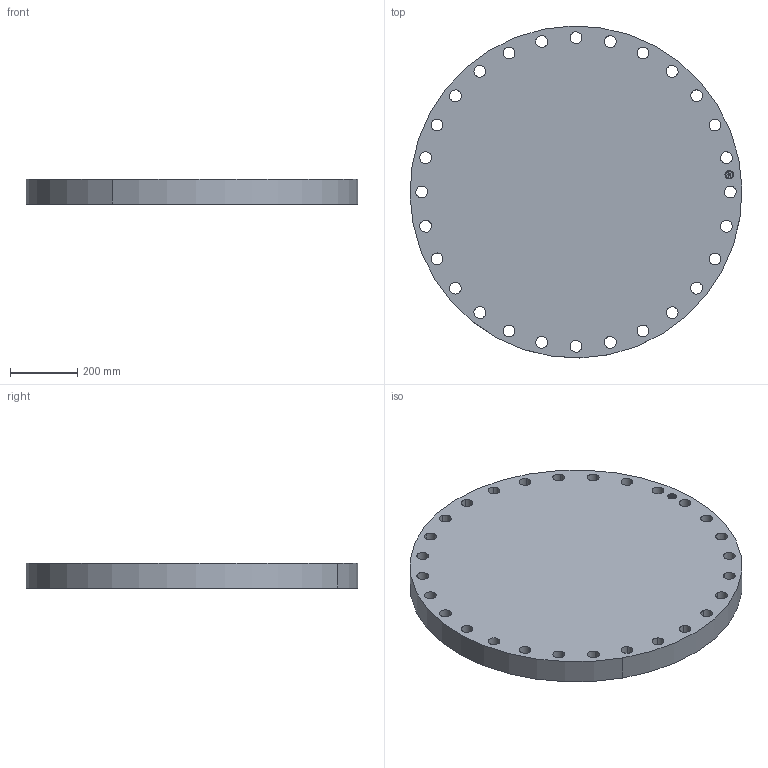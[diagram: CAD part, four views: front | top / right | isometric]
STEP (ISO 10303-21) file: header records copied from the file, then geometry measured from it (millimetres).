
FILE_DESCRIPTION(('3D STEP'),'2;1');
FILE_NAME('30-150-BLIND-RF-A-FLANGE.stp','2013-03-22T02:18:51+00:00',('Texas Flange'),(''),'CATIA Version 5 Release 20 SP 6 (IN-10)','CATIA V5 STEP AP214','800-826-3801');
FILE_SCHEMA(('AUTOMOTIVE_DESIGN { 1 0 10303 214 1 1 1 1 }'));
Length unit declared in the file: inch
Products named in the file (1): 30-150-BLIND-RF-A-FLANGE
Bounding box: 983.98 x 983.98 x 74.75 mm (x, y, z)
Volume: 54604912.3 mm3; surface area: 1923844.9 mm2
Topology: 1 solids, 1 shells, 448 faces, 1284 edges, 856 vertices
Faces by surface type: plane 368, cylinder 80
Entity records: 16777 total; most frequent: ORIENTED_EDGE 2568, CARTESIAN_POINT 2525, DIRECTION 2052, EDGE_CURVE 1284, VECTOR 1124, LINE 1124, VERTEX_POINT 856, AXIS2_PLACEMENT_3D 545
